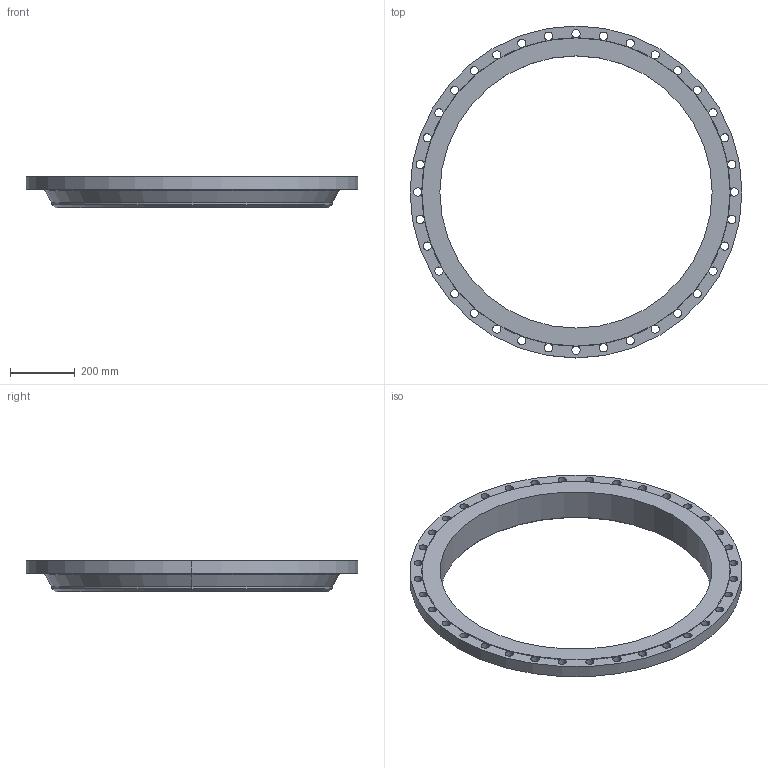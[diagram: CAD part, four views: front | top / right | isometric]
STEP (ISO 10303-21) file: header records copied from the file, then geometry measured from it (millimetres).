
FILE_DESCRIPTION (( 'STEP AP203' ), '1' );
FILE_NAME ('34_CL175_B161_RF_WNF_OB_S20.STEP', '2024-01-18T10:27:42', ( '' ), ( '' ), 'SwSTEP 2.0', 'SolidWorks 2023', '' );
FILE_SCHEMA (( 'CONFIG_CONTROL_DESIGN' ));
Length unit declared in the file: inch
Products named in the file (1): 34_CL175_B161_RF_WNF_OB_S20
Bounding box: 1022.35 x 1022.35 x 96.84 mm (x, y, z)
Volume: 12989685.3 mm3; surface area: 1084483.6 mm2
Topology: 1 solids, 1 shells, 90 faces, 320 edges, 198 vertices
Faces by surface type: cylinder 80, cone 4, plane 4, torus 2
Entity records: 3759 total; most frequent: DIRECTION 738, ORIENTED_EDGE 640, CARTESIAN_POINT 609, AXIS2_PLACEMENT_3D 327, EDGE_CURVE 320, CIRCLE 236, VERTEX_POINT 198, EDGE_LOOP 130
